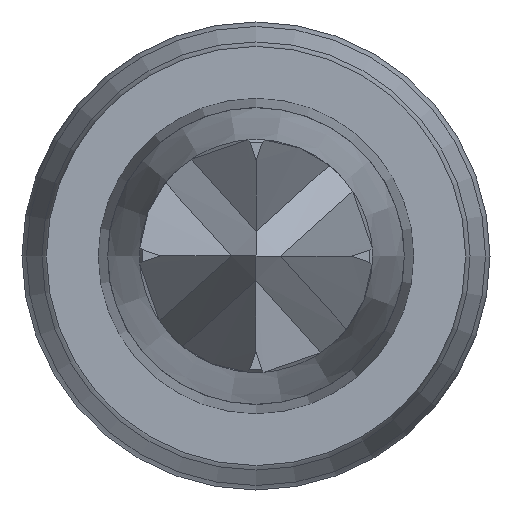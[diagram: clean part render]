
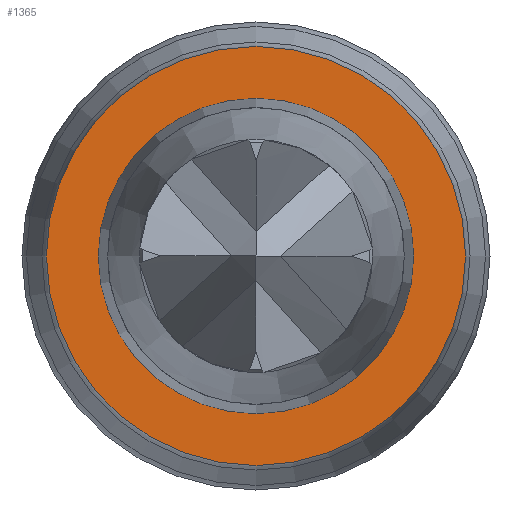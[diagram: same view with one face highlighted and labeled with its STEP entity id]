
A CAD part, left-side view. The second image highlights one B-rep face of the part: STEP entity #1365.
In plain terms, the highlighted planar face has unit normal (-1, 0, 0).
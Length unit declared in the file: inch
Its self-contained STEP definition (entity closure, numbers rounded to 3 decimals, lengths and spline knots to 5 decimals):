
#324 = CIRCLE ( 'NONE', #458, 0.018 ) ;
#371 = CARTESIAN_POINT ( 'NONE',  ( 0., 0., 0.01354 ) ) ;
#392 = CARTESIAN_POINT ( 'NONE',  ( 0., -0.018, 0. ) ) ;
#458 = AXIS2_PLACEMENT_3D ( 'NONE', #1476, #1793, #935 ) ;
#485 = DIRECTION ( 'NONE',  ( -1., 0., 0. ) ) ;
#609 = CIRCLE ( 'NONE', #847, 0.01354 ) ;
#721 = ORIENTED_EDGE ( 'NONE', *, *, #1950, .T. ) ;
#774 = AXIS2_PLACEMENT_3D ( 'NONE', #1631, #485, #3285 ) ;
#796 = EDGE_LOOP ( 'NONE', ( #3509 ) ) ;
#847 = AXIS2_PLACEMENT_3D ( 'NONE', #2844, #1178, #2035 ) ;
#888 = EDGE_CURVE ( 'NONE', #2608, #2608, #609, .T. ) ;
#935 = DIRECTION ( 'NONE',  ( 0., -1., 0. ) ) ;
#1178 = DIRECTION ( 'NONE',  ( -1., 0., 0. ) ) ;
#1365 = ADVANCED_FACE ( 'NONE', ( #3217, #2461 ), #1587, .T. ) ;
#1476 = CARTESIAN_POINT ( 'NONE',  ( 0., 0., 0. ) ) ;
#1587 = PLANE ( 'NONE',  #774 ) ;
#1631 = CARTESIAN_POINT ( 'NONE',  ( 0., 0., 0.018 ) ) ;
#1793 = DIRECTION ( 'NONE',  ( -1., 0., 0. ) ) ;
#1950 = EDGE_CURVE ( 'NONE', #2320, #2320, #324, .T. ) ;
#2035 = DIRECTION ( 'NONE',  ( 0., 0., 1. ) ) ;
#2144 = EDGE_LOOP ( 'NONE', ( #721 ) ) ;
#2320 = VERTEX_POINT ( 'NONE', #392 ) ;
#2461 = FACE_OUTER_BOUND ( 'NONE', #2144, .T. ) ;
#2608 = VERTEX_POINT ( 'NONE', #371 ) ;
#2844 = CARTESIAN_POINT ( 'NONE',  ( 0., 0., 0. ) ) ;
#3217 = FACE_BOUND ( 'NONE', #796, .T. ) ;
#3285 = DIRECTION ( 'NONE',  ( 0., -1., 0. ) ) ;
#3509 = ORIENTED_EDGE ( 'NONE', *, *, #888, .F. ) ;
